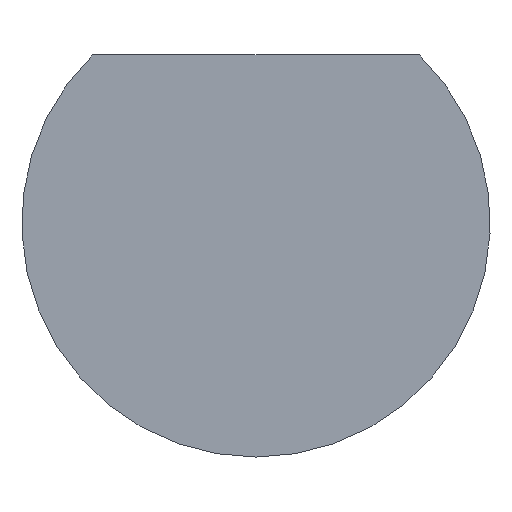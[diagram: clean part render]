
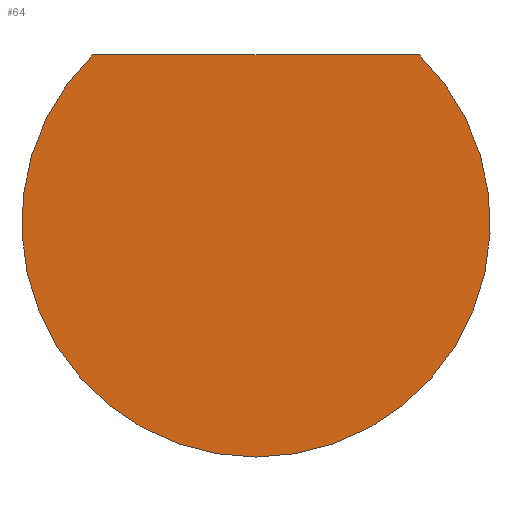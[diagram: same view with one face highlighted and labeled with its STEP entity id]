
A CAD part, left-side view. The second image highlights one B-rep face of the part: STEP entity #64.
In plain terms, the highlighted planar face has unit normal (-1, 0, 0).
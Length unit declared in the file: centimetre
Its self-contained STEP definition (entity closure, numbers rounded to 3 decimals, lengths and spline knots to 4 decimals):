
#19=CIRCLE('',#71,0.395);
#23=FACE_OUTER_BOUND('',#27,.T.);
#27=EDGE_LOOP('',(#55,#56));
#31=LINE('',#100,#35);
#35=VECTOR('',#80,1.);
#39=VERTEX_POINT('',#97);
#40=VERTEX_POINT('',#99);
#43=EDGE_CURVE('',#39,#40,#31,.T.);
#46=EDGE_CURVE('',#39,#40,#19,.T.);
#55=ORIENTED_EDGE('',*,*,#43,.F.);
#56=ORIENTED_EDGE('',*,*,#46,.T.);
#60=PLANE('',#72);
#64=ADVANCED_FACE('',(#23),#60,.T.);
#71=AXIS2_PLACEMENT_3D('',#104,#86,#87);
#72=AXIS2_PLACEMENT_3D('',#105,#88,#89);
#80=DIRECTION('',(0.,-1.,0.));
#86=DIRECTION('center_axis',(-1.,0.,0.));
#87=DIRECTION('ref_axis',(0.,0.,-1.));
#88=DIRECTION('center_axis',(-1.,0.,0.));
#89=DIRECTION('ref_axis',(0.,1.,0.));
#97=CARTESIAN_POINT('',(0.183,0.3078,-0.8803));
#99=CARTESIAN_POINT('',(0.183,-0.2433,-0.8803));
#100=CARTESIAN_POINT('',(0.183,0.17,-0.8803));
#104=CARTESIAN_POINT('Origin',(0.183,0.0323,-1.1633));
#105=CARTESIAN_POINT('Origin',(0.183,0.0323,-1.1071));
